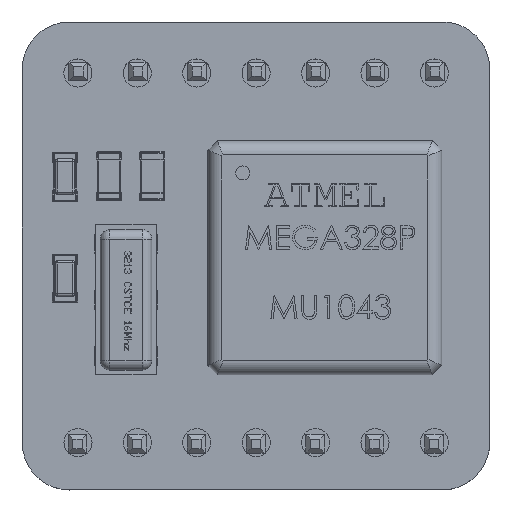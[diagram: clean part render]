
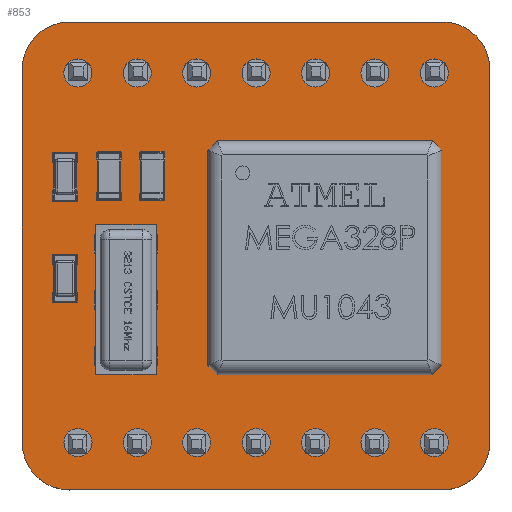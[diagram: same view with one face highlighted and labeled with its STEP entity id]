
A CAD part, top view. The second image highlights one B-rep face of the part: STEP entity #853.
In plain terms, the highlighted planar face has unit normal (0, 0, 1).
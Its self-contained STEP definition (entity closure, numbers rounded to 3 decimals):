
#84 = VERTEX_POINT('',#85);
#85 = CARTESIAN_POINT('',(1.001,-10.003,1.291));
#91 = EDGE_CURVE('',#84,#92,#94,.T.);
#92 = VERTEX_POINT('',#93);
#93 = CARTESIAN_POINT('',(0.,-9.007,
    1.291));
#94 = CIRCLE('',#95,1.002);
#95 = AXIS2_PLACEMENT_3D('',#96,#97,#98);
#96 = CARTESIAN_POINT('',(1.002,-9.001,1.291));
#97 = DIRECTION('',(0.,0.,-1.));
#98 = DIRECTION('',(-0.001,-1.,0.));
#124 = EDGE_CURVE('',#92,#125,#127,.T.);
#125 = VERTEX_POINT('',#126);
#126 = CARTESIAN_POINT('',(0.,-1.,1.291));
#127 = LINE('',#128,#129);
#128 = CARTESIAN_POINT('',(0.,-9.007,1.291));
#129 = VECTOR('',#130,1.);
#130 = DIRECTION('',(0.,1.,0.));
#155 = EDGE_CURVE('',#125,#156,#158,.T.);
#156 = VERTEX_POINT('',#157);
#157 = CARTESIAN_POINT('',(0.985,0.,1.291
    ));
#158 = CIRCLE('',#159,1.001);
#159 = AXIS2_PLACEMENT_3D('',#160,#161,#162);
#160 = CARTESIAN_POINT('',(1.001,-1.,1.291));
#161 = DIRECTION('',(0.,0.,-1.));
#162 = DIRECTION('',(-1.,0.,0.));
#188 = EDGE_CURVE('',#156,#189,#191,.T.);
#189 = VERTEX_POINT('',#190);
#190 = CARTESIAN_POINT('',(8.989,-0.001,
    1.291));
#191 = LINE('',#192,#193);
#192 = CARTESIAN_POINT('',(0.985,0.,1.291));
#193 = VECTOR('',#194,1.);
#194 = DIRECTION('',(1.,0.,0.));
#219 = EDGE_CURVE('',#189,#220,#222,.T.);
#220 = VERTEX_POINT('',#221);
#221 = CARTESIAN_POINT('',(9.99,-1.012,1.291));
#222 = CIRCLE('',#223,1.002);
#223 = AXIS2_PLACEMENT_3D('',#224,#225,#226);
#224 = CARTESIAN_POINT('',(8.988,-1.003,1.291));
#225 = DIRECTION('',(0.,0.,-1.));
#226 = DIRECTION('',(0.001,1.,0.));
#252 = EDGE_CURVE('',#220,#253,#255,.T.);
#253 = VERTEX_POINT('',#254);
#254 = CARTESIAN_POINT('',(9.991,-8.999,1.291));
#255 = LINE('',#256,#257);
#256 = CARTESIAN_POINT('',(9.99,-1.012,1.291));
#257 = VECTOR('',#258,1.);
#258 = DIRECTION('',(0.,-1.,0.));
#283 = EDGE_CURVE('',#253,#284,#286,.T.);
#284 = VERTEX_POINT('',#285);
#285 = CARTESIAN_POINT('',(9.003,-10.,1.291));
#286 = CIRCLE('',#287,1.002);
#287 = AXIS2_PLACEMENT_3D('',#288,#289,#290);
#288 = CARTESIAN_POINT('',(8.989,-8.998,1.291));
#289 = DIRECTION('',(0.,0.,-1.));
#290 = DIRECTION('',(1.,-0.001,0.));
#316 = EDGE_CURVE('',#284,#84,#317,.T.);
#317 = LINE('',#318,#319);
#318 = CARTESIAN_POINT('',(9.003,-10.,1.291));
#319 = VECTOR('',#320,1.);
#320 = DIRECTION('',(-1.,0.,0.));
#340 = VERTEX_POINT('',#341);
#341 = CARTESIAN_POINT('',(1.49,-8.99,1.291));
#347 = EDGE_CURVE('',#340,#340,#348,.T.);
#348 = CIRCLE('',#349,0.3);
#349 = AXIS2_PLACEMENT_3D('',#350,#351,#352);
#350 = CARTESIAN_POINT('',(1.19,-8.99,1.291));
#351 = DIRECTION('',(0.,0.,1.));
#352 = DIRECTION('',(1.,0.,0.));
#373 = VERTEX_POINT('',#374);
#374 = CARTESIAN_POINT('',(4.03,-8.99,1.291));
#380 = EDGE_CURVE('',#373,#373,#381,.T.);
#381 = CIRCLE('',#382,0.3);
#382 = AXIS2_PLACEMENT_3D('',#383,#384,#385);
#383 = CARTESIAN_POINT('',(3.73,-8.99,1.291));
#384 = DIRECTION('',(0.,0.,1.));
#385 = DIRECTION('',(1.,0.,0.));
#406 = VERTEX_POINT('',#407);
#407 = CARTESIAN_POINT('',(2.76,-8.99,1.291));
#413 = EDGE_CURVE('',#406,#406,#414,.T.);
#414 = CIRCLE('',#415,0.3);
#415 = AXIS2_PLACEMENT_3D('',#416,#417,#418);
#416 = CARTESIAN_POINT('',(2.46,-8.99,1.291));
#417 = DIRECTION('',(0.,0.,1.));
#418 = DIRECTION('',(1.,0.,0.));
#439 = VERTEX_POINT('',#440);
#440 = CARTESIAN_POINT('',(2.758,-1.09,1.291));
#446 = EDGE_CURVE('',#439,#439,#447,.T.);
#447 = CIRCLE('',#448,0.3);
#448 = AXIS2_PLACEMENT_3D('',#449,#450,#451);
#449 = CARTESIAN_POINT('',(2.458,-1.09,1.291));
#450 = DIRECTION('',(0.,0.,1.));
#451 = DIRECTION('',(1.,0.,0.));
#472 = VERTEX_POINT('',#473);
#473 = CARTESIAN_POINT('',(1.488,-1.09,1.291));
#479 = EDGE_CURVE('',#472,#472,#480,.T.);
#480 = CIRCLE('',#481,0.3);
#481 = AXIS2_PLACEMENT_3D('',#482,#483,#484);
#482 = CARTESIAN_POINT('',(1.188,-1.09,1.291));
#483 = DIRECTION('',(0.,0.,1.));
#484 = DIRECTION('',(1.,0.,0.));
#505 = VERTEX_POINT('',#506);
#506 = CARTESIAN_POINT('',(5.298,-1.09,1.291));
#512 = EDGE_CURVE('',#505,#505,#513,.T.);
#513 = CIRCLE('',#514,0.3);
#514 = AXIS2_PLACEMENT_3D('',#515,#516,#517);
#515 = CARTESIAN_POINT('',(4.998,-1.09,1.291));
#516 = DIRECTION('',(0.,0.,1.));
#517 = DIRECTION('',(1.,0.,0.));
#538 = VERTEX_POINT('',#539);
#539 = CARTESIAN_POINT('',(4.028,-1.09,1.291));
#545 = EDGE_CURVE('',#538,#538,#546,.T.);
#546 = CIRCLE('',#547,0.3);
#547 = AXIS2_PLACEMENT_3D('',#548,#549,#550);
#548 = CARTESIAN_POINT('',(3.728,-1.09,1.291));
#549 = DIRECTION('',(0.,0.,1.));
#550 = DIRECTION('',(1.,0.,0.));
#571 = VERTEX_POINT('',#572);
#572 = CARTESIAN_POINT('',(6.57,-8.99,1.291));
#578 = EDGE_CURVE('',#571,#571,#579,.T.);
#579 = CIRCLE('',#580,0.3);
#580 = AXIS2_PLACEMENT_3D('',#581,#582,#583);
#581 = CARTESIAN_POINT('',(6.27,-8.99,1.291));
#582 = DIRECTION('',(0.,0.,1.));
#583 = DIRECTION('',(1.,0.,0.));
#604 = VERTEX_POINT('',#605);
#605 = CARTESIAN_POINT('',(9.11,-8.99,1.291));
#611 = EDGE_CURVE('',#604,#604,#612,.T.);
#612 = CIRCLE('',#613,0.3);
#613 = AXIS2_PLACEMENT_3D('',#614,#615,#616);
#614 = CARTESIAN_POINT('',(8.81,-8.99,1.291));
#615 = DIRECTION('',(0.,0.,1.));
#616 = DIRECTION('',(1.,0.,0.));
#637 = VERTEX_POINT('',#638);
#638 = CARTESIAN_POINT('',(7.84,-8.99,1.291));
#644 = EDGE_CURVE('',#637,#637,#645,.T.);
#645 = CIRCLE('',#646,0.3);
#646 = AXIS2_PLACEMENT_3D('',#647,#648,#649);
#647 = CARTESIAN_POINT('',(7.54,-8.99,1.291));
#648 = DIRECTION('',(0.,0.,1.));
#649 = DIRECTION('',(1.,0.,0.));
#670 = VERTEX_POINT('',#671);
#671 = CARTESIAN_POINT('',(5.3,-8.99,1.291));
#677 = EDGE_CURVE('',#670,#670,#678,.T.);
#678 = CIRCLE('',#679,0.3);
#679 = AXIS2_PLACEMENT_3D('',#680,#681,#682);
#680 = CARTESIAN_POINT('',(5.,-8.99,1.291));
#681 = DIRECTION('',(0.,0.,1.));
#682 = DIRECTION('',(1.,0.,0.));
#703 = VERTEX_POINT('',#704);
#704 = CARTESIAN_POINT('',(6.568,-1.09,1.291));
#710 = EDGE_CURVE('',#703,#703,#711,.T.);
#711 = CIRCLE('',#712,0.3);
#712 = AXIS2_PLACEMENT_3D('',#713,#714,#715);
#713 = CARTESIAN_POINT('',(6.268,-1.09,1.291));
#714 = DIRECTION('',(0.,0.,1.));
#715 = DIRECTION('',(1.,0.,0.));
#736 = VERTEX_POINT('',#737);
#737 = CARTESIAN_POINT('',(9.108,-1.09,1.291));
#743 = EDGE_CURVE('',#736,#736,#744,.T.);
#744 = CIRCLE('',#745,0.3);
#745 = AXIS2_PLACEMENT_3D('',#746,#747,#748);
#746 = CARTESIAN_POINT('',(8.808,-1.09,1.291));
#747 = DIRECTION('',(0.,0.,1.));
#748 = DIRECTION('',(1.,0.,0.));
#769 = VERTEX_POINT('',#770);
#770 = CARTESIAN_POINT('',(7.838,-1.09,1.291));
#776 = EDGE_CURVE('',#769,#769,#777,.T.);
#777 = CIRCLE('',#778,0.3);
#778 = AXIS2_PLACEMENT_3D('',#779,#780,#781);
#779 = CARTESIAN_POINT('',(7.538,-1.09,1.291));
#780 = DIRECTION('',(0.,0.,1.));
#781 = DIRECTION('',(1.,0.,0.));
#853 = ADVANCED_FACE('',(#854,#864,#867,#870,#873,#876,#879,#882,#885,
    #888,#891,#894,#897,#900,#903),#906,.T.);
#854 = FACE_BOUND('',#855,.F.);
#855 = EDGE_LOOP('',(#856,#857,#858,#859,#860,#861,#862,#863));
#856 = ORIENTED_EDGE('',*,*,#91,.T.);
#857 = ORIENTED_EDGE('',*,*,#124,.T.);
#858 = ORIENTED_EDGE('',*,*,#155,.T.);
#859 = ORIENTED_EDGE('',*,*,#188,.T.);
#860 = ORIENTED_EDGE('',*,*,#219,.T.);
#861 = ORIENTED_EDGE('',*,*,#252,.T.);
#862 = ORIENTED_EDGE('',*,*,#283,.T.);
#863 = ORIENTED_EDGE('',*,*,#316,.T.);
#864 = FACE_BOUND('',#865,.T.);
#865 = EDGE_LOOP('',(#866));
#866 = ORIENTED_EDGE('',*,*,#347,.F.);
#867 = FACE_BOUND('',#868,.T.);
#868 = EDGE_LOOP('',(#869));
#869 = ORIENTED_EDGE('',*,*,#380,.F.);
#870 = FACE_BOUND('',#871,.T.);
#871 = EDGE_LOOP('',(#872));
#872 = ORIENTED_EDGE('',*,*,#413,.F.);
#873 = FACE_BOUND('',#874,.T.);
#874 = EDGE_LOOP('',(#875));
#875 = ORIENTED_EDGE('',*,*,#446,.F.);
#876 = FACE_BOUND('',#877,.T.);
#877 = EDGE_LOOP('',(#878));
#878 = ORIENTED_EDGE('',*,*,#479,.F.);
#879 = FACE_BOUND('',#880,.T.);
#880 = EDGE_LOOP('',(#881));
#881 = ORIENTED_EDGE('',*,*,#512,.F.);
#882 = FACE_BOUND('',#883,.T.);
#883 = EDGE_LOOP('',(#884));
#884 = ORIENTED_EDGE('',*,*,#545,.F.);
#885 = FACE_BOUND('',#886,.T.);
#886 = EDGE_LOOP('',(#887));
#887 = ORIENTED_EDGE('',*,*,#578,.F.);
#888 = FACE_BOUND('',#889,.T.);
#889 = EDGE_LOOP('',(#890));
#890 = ORIENTED_EDGE('',*,*,#611,.F.);
#891 = FACE_BOUND('',#892,.T.);
#892 = EDGE_LOOP('',(#893));
#893 = ORIENTED_EDGE('',*,*,#644,.F.);
#894 = FACE_BOUND('',#895,.T.);
#895 = EDGE_LOOP('',(#896));
#896 = ORIENTED_EDGE('',*,*,#677,.F.);
#897 = FACE_BOUND('',#898,.T.);
#898 = EDGE_LOOP('',(#899));
#899 = ORIENTED_EDGE('',*,*,#710,.F.);
#900 = FACE_BOUND('',#901,.T.);
#901 = EDGE_LOOP('',(#902));
#902 = ORIENTED_EDGE('',*,*,#743,.F.);
#903 = FACE_BOUND('',#904,.T.);
#904 = EDGE_LOOP('',(#905));
#905 = ORIENTED_EDGE('',*,*,#776,.F.);
#906 = PLANE('',#907);
#907 = AXIS2_PLACEMENT_3D('',#908,#909,#910);
#908 = CARTESIAN_POINT('',(1.001,-10.003,1.291));
#909 = DIRECTION('',(0.,0.,1.));
#910 = DIRECTION('',(1.,0.,0.));
